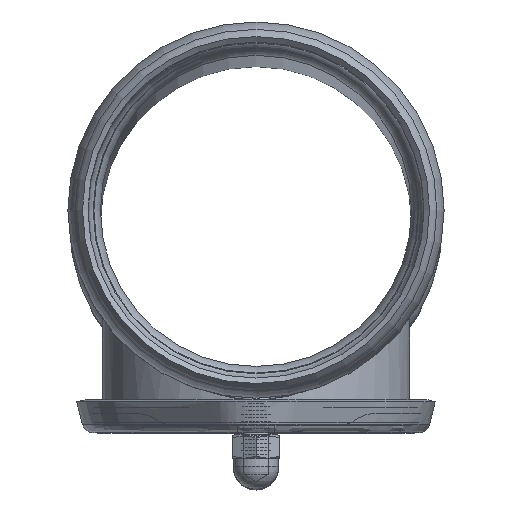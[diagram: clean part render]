
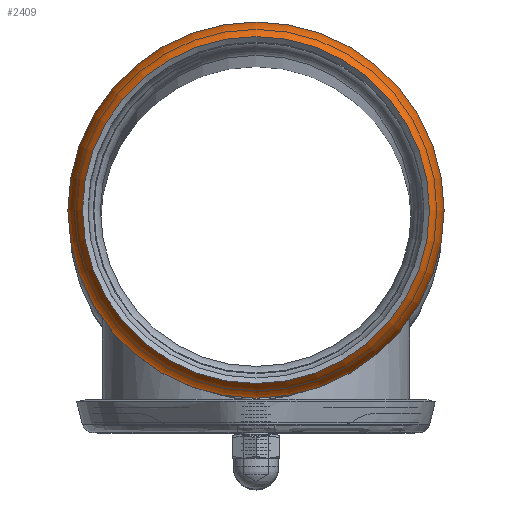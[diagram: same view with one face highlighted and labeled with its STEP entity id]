
A CAD part, top view. The second image highlights one B-rep face of the part: STEP entity #2409.
In plain terms, the highlighted toroidal (fillet/blend) face has major radius 354 mm and minor radius 160 mm.
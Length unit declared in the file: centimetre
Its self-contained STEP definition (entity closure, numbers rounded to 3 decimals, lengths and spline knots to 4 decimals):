
#347=CIRCLE('',#2937,51.4);
#348=CIRCLE('',#2938,51.4);
#367=CIRCLE('',#2966,47.4);
#368=CIRCLE('',#2967,47.4);
#369=CIRCLE('',#2969,16.);
#442=TOROIDAL_SURFACE('',#2968,35.4,16.);
#561=FACE_OUTER_BOUND('',#741,.T.);
#741=EDGE_LOOP('',(#2019,#2020,#2021,#2022,#2023,#2024));
#1000=VERTEX_POINT('',#18901);
#1001=VERTEX_POINT('',#18903);
#1014=VERTEX_POINT('',#18948);
#1015=VERTEX_POINT('',#18950);
#1338=EDGE_CURVE('',#1000,#1001,#347,.T.);
#1339=EDGE_CURVE('',#1001,#1000,#348,.T.);
#1362=EDGE_CURVE('',#1015,#1014,#367,.T.);
#1363=EDGE_CURVE('',#1014,#1015,#368,.T.);
#1364=EDGE_CURVE('',#1001,#1015,#369,.T.);
#2019=ORIENTED_EDGE('',*,*,#1338,.F.);
#2020=ORIENTED_EDGE('',*,*,#1339,.F.);
#2021=ORIENTED_EDGE('',*,*,#1364,.T.);
#2022=ORIENTED_EDGE('',*,*,#1362,.T.);
#2023=ORIENTED_EDGE('',*,*,#1363,.T.);
#2024=ORIENTED_EDGE('',*,*,#1364,.F.);
#2409=ADVANCED_FACE('',(#561),#442,.T.);
#2937=AXIS2_PLACEMENT_3D('',#18904,#3606,#3607);
#2938=AXIS2_PLACEMENT_3D('',#18905,#3608,#3609);
#2966=AXIS2_PLACEMENT_3D('',#18951,#3668,#3669);
#2967=AXIS2_PLACEMENT_3D('',#18952,#3670,#3671);
#2968=AXIS2_PLACEMENT_3D('',#18953,#3672,#3673);
#2969=AXIS2_PLACEMENT_3D('',#18954,#3674,#3675);
#3606=DIRECTION('center_axis',(0.,0.,-1.));
#3607=DIRECTION('ref_axis',(1.,0.,0.));
#3608=DIRECTION('center_axis',(0.,0.,-1.));
#3609=DIRECTION('ref_axis',(1.,0.,0.));
#3668=DIRECTION('center_axis',(0.,0.,-1.));
#3669=DIRECTION('ref_axis',(1.,0.,0.));
#3670=DIRECTION('center_axis',(0.,0.,-1.));
#3671=DIRECTION('ref_axis',(1.,0.,0.));
#3672=DIRECTION('center_axis',(0.,0.,-1.));
#3673=DIRECTION('ref_axis',(-1.,0.,0.));
#3674=DIRECTION('center_axis',(0.,-1.,0.));
#3675=DIRECTION('ref_axis',(1.,0.,0.));
#18901=CARTESIAN_POINT('',(0.,-51.4,1989.417));
#18903=CARTESIAN_POINT('',(51.4,0.,1989.417));
#18904=CARTESIAN_POINT('Origin',(0.,0.,
1989.417));
#18905=CARTESIAN_POINT('Origin',(0.,0.,
1989.417));
#18948=CARTESIAN_POINT('',(0.,-47.4,2000.));
#18950=CARTESIAN_POINT('',(47.4,0.,2000.));
#18951=CARTESIAN_POINT('Origin',(0.,0.,
2000.));
#18952=CARTESIAN_POINT('Origin',(0.,0.,
2000.));
#18953=CARTESIAN_POINT('Origin',(0.,0.,
1989.417));
#18954=CARTESIAN_POINT('Origin',(35.4,0.,
1989.417));
